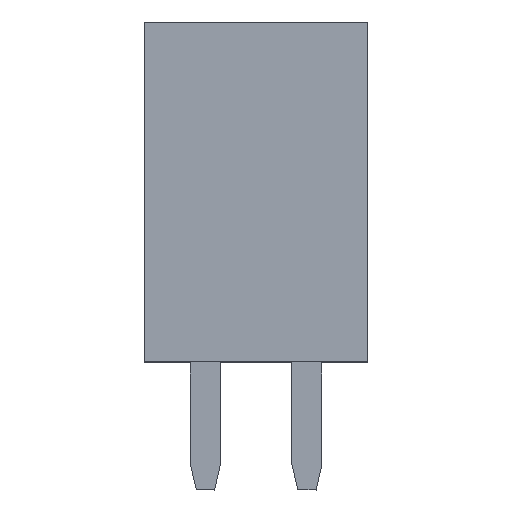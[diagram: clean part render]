
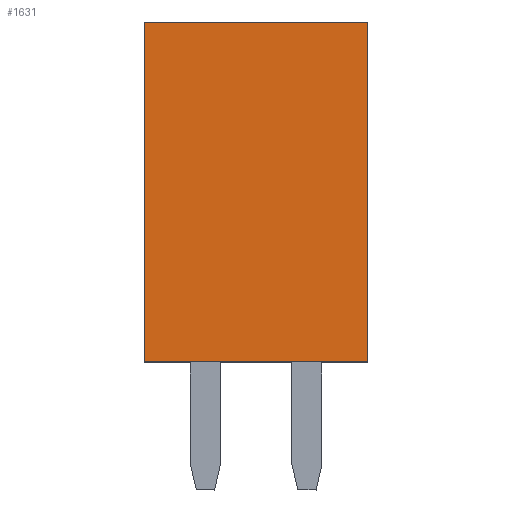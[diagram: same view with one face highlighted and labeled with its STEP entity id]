
A CAD part, top view. The second image highlights one B-rep face of the part: STEP entity #1631.
In plain terms, the highlighted planar face has unit normal (0, 0, 1).
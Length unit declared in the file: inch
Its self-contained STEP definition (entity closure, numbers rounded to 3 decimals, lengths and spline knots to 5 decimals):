
#316 = DIRECTION ( 'NONE',  ( -1., 0., 0. ) ) ;
#623 = PLANE ( 'NONE',  #5591 ) ;
#650 = CARTESIAN_POINT ( 'NONE',  ( -0.5, 0., 0. ) ) ;
#660 = DIRECTION ( 'NONE',  ( 0., 0., 1. ) ) ;
#669 = DIRECTION ( 'NONE',  ( 1., 0., 0. ) ) ;
#716 = FACE_OUTER_BOUND ( 'NONE', #4848, .T. ) ;
#875 = CARTESIAN_POINT ( 'NONE',  ( 0.21969, 0., 0. ) ) ;
#894 = DIRECTION ( 'NONE',  ( 0., -1., 0. ) ) ;
#969 = CARTESIAN_POINT ( 'NONE',  ( 0.21969, 0., 0. ) ) ;
#1250 = VERTEX_POINT ( 'NONE', #969 ) ;
#1280 = VECTOR ( 'NONE', #316, 39.37008 ) ;
#1593 = CARTESIAN_POINT ( 'NONE',  ( -0.5, 0., 0. ) ) ;
#1631 = ADVANCED_FACE ( 'NONE', ( #716 ), #623, .T. ) ;
#1781 = ORIENTED_EDGE ( 'NONE', *, *, #3279, .F. ) ;
#2462 = DIRECTION ( 'NONE',  ( 0., -1., 0. ) ) ;
#2702 = VERTEX_POINT ( 'NONE', #2869 ) ;
#2747 = VERTEX_POINT ( 'NONE', #4445 ) ;
#2777 = ORIENTED_EDGE ( 'NONE', *, *, #4577, .T. ) ;
#2869 = CARTESIAN_POINT ( 'NONE',  ( 0., 0., 0. ) ) ;
#2908 = VECTOR ( 'NONE', #894, 39.37008 ) ;
#2920 = LINE ( 'NONE', #6615, #1280 ) ;
#2996 = VECTOR ( 'NONE', #2462, 39.37008 ) ;
#3279 = EDGE_CURVE ( 'NONE', #2747, #1250, #4376, .T. ) ;
#3505 = ORIENTED_EDGE ( 'NONE', *, *, #6384, .T. ) ;
#3933 = CARTESIAN_POINT ( 'NONE',  ( 0., 0.33465, 0. ) ) ;
#4305 = LINE ( 'NONE', #4480, #2996 ) ;
#4333 = ORIENTED_EDGE ( 'NONE', *, *, #6190, .T. ) ;
#4376 = LINE ( 'NONE', #875, #2908 ) ;
#4445 = CARTESIAN_POINT ( 'NONE',  ( 0.21969, 0.33465, 0. ) ) ;
#4480 = CARTESIAN_POINT ( 'NONE',  ( 0., 0.01969, 0. ) ) ;
#4577 = EDGE_CURVE ( 'NONE', #2702, #1250, #5236, .T. ) ;
#4848 = EDGE_LOOP ( 'NONE', ( #1781, #4333, #3505, #2777 ) ) ;
#5236 = LINE ( 'NONE', #1593, #6829 ) ;
#5270 = DIRECTION ( 'NONE',  ( 1., 0., 0. ) ) ;
#5462 = VERTEX_POINT ( 'NONE', #3933 ) ;
#5591 = AXIS2_PLACEMENT_3D ( 'NONE', #650, #660, #669 ) ;
#6190 = EDGE_CURVE ( 'NONE', #2747, #5462, #2920, .T. ) ;
#6384 = EDGE_CURVE ( 'NONE', #5462, #2702, #4305, .T. ) ;
#6615 = CARTESIAN_POINT ( 'NONE',  ( -0.5, 0.33465, 0. ) ) ;
#6829 = VECTOR ( 'NONE', #5270, 39.37008 ) ;
